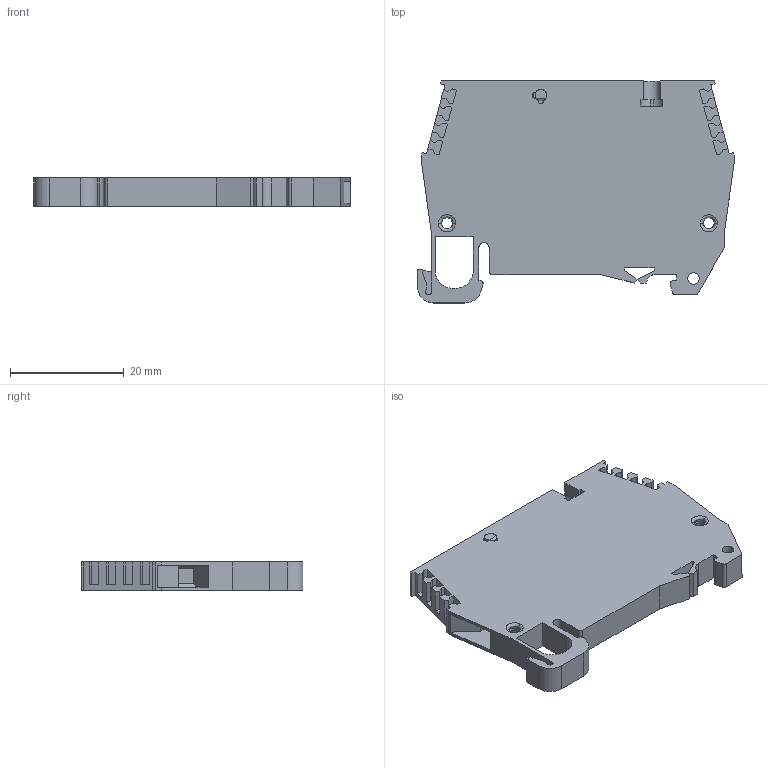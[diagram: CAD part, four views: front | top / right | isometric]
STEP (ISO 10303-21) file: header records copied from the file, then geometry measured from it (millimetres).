
FILE_DESCRIPTION (( 'STEP AP214' ), '1' );
FILE_NAME ('4358003_DN-DIS2.STEP', '2014-05-26T14:15:50', ( '' ), ( '' ), 'SwSTEP 2.0', 'SolidWorks 2013', '' );
FILE_SCHEMA (( 'AUTOMOTIVE_DESIGN' ));
Length unit declared in the file: millimetre
Products named in the file (3): 435K0001; 4258000_DN-QFE2_1; 4358003_DN-DIS2
Assembly tree (2 placements, depth 2):
  4358003_DN-DIS2
    4258000_DN-QFE2_1
    435K0001
Bounding box: 55.65 x 39 x 5.05 mm (x, y, z)
Volume: 7935.8 mm3; surface area: 6488.8 mm2
Topology: 2 solids, 3 shells, 347 faces, 937 edges, 598 vertices
Faces by surface type: plane 218, cylinder 88, bspline 33, cone 8
Entity records: 15764 total; most frequent: CARTESIAN_POINT 3301, ORIENTED_EDGE 1868, DIRECTION 1670, EDGE_CURVE 934, LINE 692, VECTOR 692, VERTEX_POINT 598, AXIS2_PLACEMENT_3D 489
